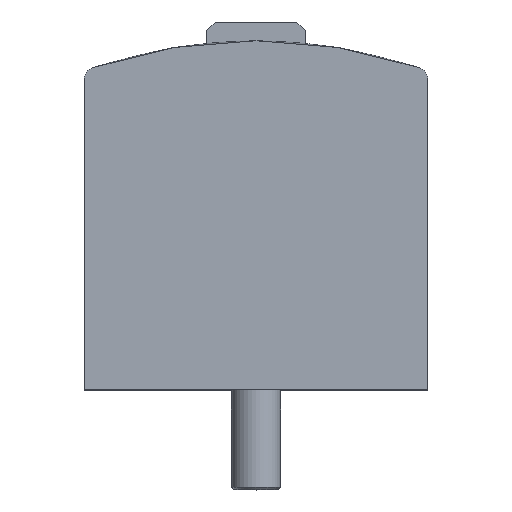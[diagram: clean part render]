
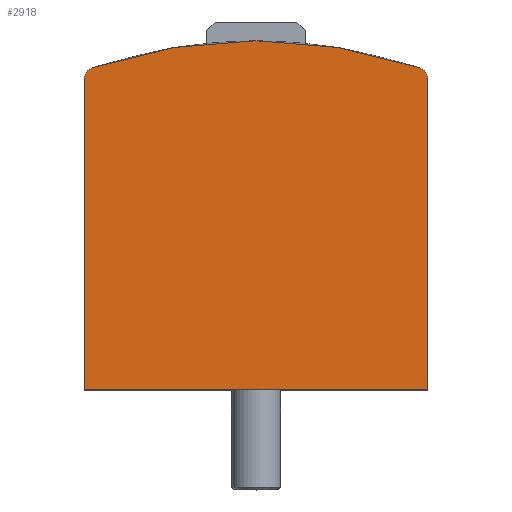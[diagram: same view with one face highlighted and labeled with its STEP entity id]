
A CAD part, top view. The second image highlights one B-rep face of the part: STEP entity #2918.
In plain terms, the highlighted planar face has unit normal (0, 0, 1).
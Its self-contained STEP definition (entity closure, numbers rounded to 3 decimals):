
#59=CIRCLE('',#3046,31.);
#61=CIRCLE('',#3051,0.8);
#62=CIRCLE('',#3052,0.8);
#176=ORIENTED_EDGE('',*,*,#761,.T.);
#177=ORIENTED_EDGE('',*,*,#777,.T.);
#178=ORIENTED_EDGE('',*,*,#776,.T.);
#179=ORIENTED_EDGE('',*,*,#768,.T.);
#180=ORIENTED_EDGE('',*,*,#778,.T.);
#181=ORIENTED_EDGE('',*,*,#779,.T.);
#761=EDGE_CURVE('',#1063,#1062,#59,.T.);
#768=EDGE_CURVE('',#1070,#1069,#1268,.T.);
#776=EDGE_CURVE('',#1076,#1070,#1276,.T.);
#777=EDGE_CURVE('',#1062,#1076,#61,.T.);
#778=EDGE_CURVE('',#1069,#1077,#1277,.T.);
#779=EDGE_CURVE('',#1077,#1063,#62,.T.);
#1062=VERTEX_POINT('',#3902);
#1063=VERTEX_POINT('',#3904);
#1069=VERTEX_POINT('',#3927);
#1070=VERTEX_POINT('',#3929);
#1076=VERTEX_POINT('',#3942);
#1077=VERTEX_POINT('',#3948);
#1268=LINE('',#3928,#1500);
#1276=LINE('',#3944,#1508);
#1277=LINE('',#3947,#1509);
#1500=VECTOR('',#3285,1000.);
#1508=VECTOR('',#3295,1000.);
#1509=VECTOR('',#3300,1000.);
#1694=EDGE_LOOP('',(#176,#177,#178,#179,#180,#181));
#1838=FACE_BOUND('',#1694,.T.);
#1975=PLANE('',#3050);
#2918=ADVANCED_FACE('',(#1838),#1975,.T.);
#3046=AXIS2_PLACEMENT_3D('',#3903,#3275,#3276);
#3050=AXIS2_PLACEMENT_3D('',#3945,#3296,#3297);
#3051=AXIS2_PLACEMENT_3D('',#3946,#3298,#3299);
#3052=AXIS2_PLACEMENT_3D('',#3949,#3301,#3302);
#3275=DIRECTION('',(0.,0.,1.));
#3276=DIRECTION('',(1.,0.,0.));
#3285=DIRECTION('',(1.,0.,0.));
#3295=DIRECTION('',(0.,-1.,0.));
#3296=DIRECTION('',(0.,0.,1.));
#3297=DIRECTION('',(1.,0.,0.));
#3298=DIRECTION('',(0.,0.,1.));
#3299=DIRECTION('',(1.,0.,0.));
#3300=DIRECTION('',(0.,1.,0.));
#3301=DIRECTION('',(0.,0.,1.));
#3302=DIRECTION('',(1.,0.,0.));
#3902=CARTESIAN_POINT('',(-9.957,19.657,14.));
#3903=CARTESIAN_POINT('',(0.,-9.7,14.));
#3904=CARTESIAN_POINT('',(9.957,19.657,14.));
#3927=CARTESIAN_POINT('',(10.5,0.,14.));
#3928=CARTESIAN_POINT('',(-10.5,0.,14.));
#3929=CARTESIAN_POINT('',(-10.5,0.,14.));
#3942=CARTESIAN_POINT('',(-10.5,18.9,14.));
#3944=CARTESIAN_POINT('',(-10.5,22.5,14.));
#3945=CARTESIAN_POINT('',(0.,0.,14.));
#3946=CARTESIAN_POINT('',(-9.7,18.9,14.));
#3947=CARTESIAN_POINT('',(10.5,0.,14.));
#3948=CARTESIAN_POINT('',(10.5,18.9,14.));
#3949=CARTESIAN_POINT('',(9.7,18.9,14.));
